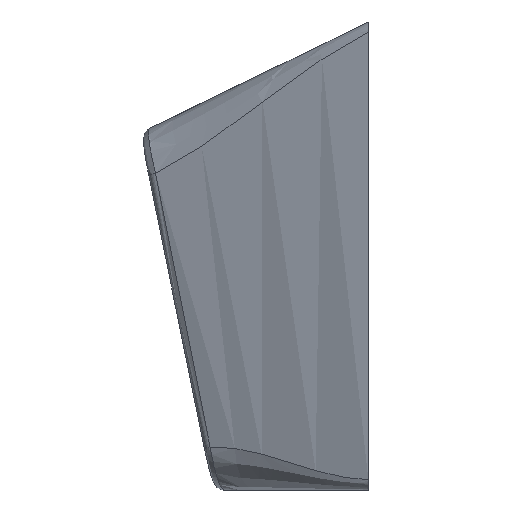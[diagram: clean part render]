
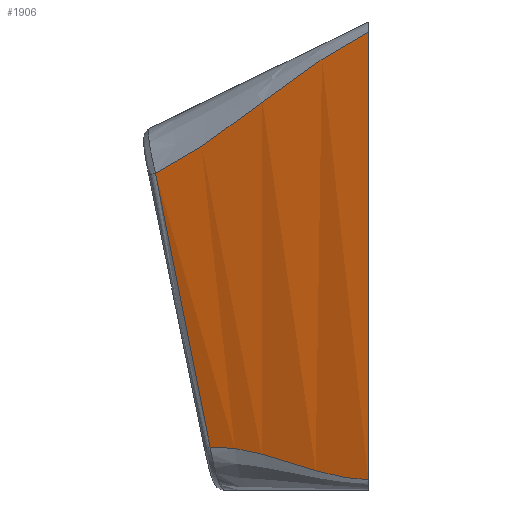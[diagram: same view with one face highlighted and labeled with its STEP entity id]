
A CAD part, left-side view. The second image highlights one B-rep face of the part: STEP entity #1906.
In plain terms, the highlighted free-form (B-spline) face has degree [3, 1] with [6, 2] control points.
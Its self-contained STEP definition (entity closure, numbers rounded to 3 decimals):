
#1683=VERTEX_POINT('',#1684);
#1684=CARTESIAN_POINT('',(0.0,0.0,-0.383));
#1696=EDGE_CURVE('',#1683,#1697,#1699,.F.);
#1697=VERTEX_POINT('',#1698);
#1698=CARTESIAN_POINT('',(0.0,0.0,-17.6));
#1699=LINE('',#1700,#1701);
#1700=CARTESIAN_POINT('',(0.0,0.0,0.0));
#1701=VECTOR('',#1702,1.0);
#1702=DIRECTION('',(0.0,0.0,1.0));
#1906=ADVANCED_FACE('',(#1907),#2014,.F.);
#1907=FACE_BOUND('',#1908,.T.);
#1908=EDGE_LOOP('',(#1909,#1951,#1966,#2013));
#1909=ORIENTED_EDGE('',*,*,#1910,.T.);
#1910=EDGE_CURVE('',#1683,#1911,#1913,.T.);
#1911=VERTEX_POINT('',#1912);
#1912=CARTESIAN_POINT('',(2.902,8.184,-5.823));
#1913=B_SPLINE_CURVE_WITH_KNOTS('',4,(#1914,#1915,#1916,#1917,#1918,#1919,#1920,#1921,#1922,#1923,#1924,#1925,#1926,#1927,#1928,#1929,#1930,#1931,#1932,#1933,#1934,#1935,#1936,#1937,#1938,#1939,#1940,#1941,#1942,#1943,#1944,#1945,#1946,#1947,#1948,#1949,#1950),.UNSPECIFIED.,.F.,.U.,(5,4,4,4,4,4,4,4,4,5),(0.0,0.125,0.25,0.375,0.5,0.625,0.75,0.875,0.938,0.97),.UNSPECIFIED.);
#1914=CARTESIAN_POINT('',(0.,0.,-0.383));
#1915=CARTESIAN_POINT('',(0.092,0.267,-0.517));
#1916=CARTESIAN_POINT('',(0.185,0.539,-0.664));
#1917=CARTESIAN_POINT('',(0.28,0.815,-0.823));
#1918=CARTESIAN_POINT('',(0.377,1.096,-0.993));
#1919=CARTESIAN_POINT('',(0.464,1.35,-1.148));
#1920=CARTESIAN_POINT('',(0.555,1.612,-1.315));
#1921=CARTESIAN_POINT('',(0.648,1.881,-1.494));
#1922=CARTESIAN_POINT('',(0.744,2.157,-1.683));
#1923=CARTESIAN_POINT('',(0.827,2.394,-1.847));
#1924=CARTESIAN_POINT('',(0.915,2.647,-2.026));
#1925=CARTESIAN_POINT('',(1.008,2.914,-2.219));
#1926=CARTESIAN_POINT('',(1.107,3.195,-2.426));
#1927=CARTESIAN_POINT('',(1.177,3.392,-2.572));
#1928=CARTESIAN_POINT('',(1.261,3.63,-2.75));
#1929=CARTESIAN_POINT('',(1.359,3.906,-2.958));
#1930=CARTESIAN_POINT('',(1.471,4.222,-3.195));
#1931=CARTESIAN_POINT('',(1.613,4.619,-3.495));
#1932=CARTESIAN_POINT('',(1.722,4.921,-3.72));
#1933=CARTESIAN_POINT('',(1.798,5.131,-3.876));
#1934=CARTESIAN_POINT('',(1.84,5.249,-3.962));
#1935=CARTESIAN_POINT('',(1.946,5.542,-4.177));
#1936=CARTESIAN_POINT('',(2.044,5.813,-4.37));
#1937=CARTESIAN_POINT('',(2.134,6.062,-4.544));
#1938=CARTESIAN_POINT('',(2.217,6.289,-4.698));
#1939=CARTESIAN_POINT('',(2.321,6.575,-4.89));
#1940=CARTESIAN_POINT('',(2.419,6.847,-5.067));
#1941=CARTESIAN_POINT('',(2.514,7.107,-5.227));
#1942=CARTESIAN_POINT('',(2.604,7.355,-5.373));
#1943=CARTESIAN_POINT('',(2.654,7.495,-5.455));
#1944=CARTESIAN_POINT('',(2.704,7.633,-5.533));
#1945=CARTESIAN_POINT('',(2.753,7.769,-5.607));
#1946=CARTESIAN_POINT('',(2.801,7.902,-5.677));
#1947=CARTESIAN_POINT('',(2.82,7.954,-5.705));
#1948=CARTESIAN_POINT('',(2.843,8.019,-5.739));
#1949=CARTESIAN_POINT('',(2.87,8.095,-5.778));
#1950=CARTESIAN_POINT('',(2.902,8.184,-5.823));
#1951=ORIENTED_EDGE('',*,*,#1952,.T.);
#1952=EDGE_CURVE('',#1911,#1953,#1955,.T.);
#1953=VERTEX_POINT('',#1954);
#1954=CARTESIAN_POINT('',(2.882,6.085,-16.347));
#1955=B_SPLINE_CURVE_WITH_KNOTS('',3,(#1956,#1957,#1958,#1959,#1960,#1961,#1962,#1963,#1964,#1965),.UNSPECIFIED.,.F.,.U.,(4,2,2,2,4),(-5.158,0.,5.366,10.732,15.891),.UNSPECIFIED.);
#1956=CARTESIAN_POINT('',(2.91,9.2,-0.766));
#1957=CARTESIAN_POINT('',(2.907,8.861,-2.451));
#1958=CARTESIAN_POINT('',(2.905,8.522,-4.137));
#1959=CARTESIAN_POINT('',(2.899,7.832,-7.576));
#1960=CARTESIAN_POINT('',(2.896,7.481,-9.33));
#1961=CARTESIAN_POINT('',(2.889,6.781,-12.838));
#1962=CARTESIAN_POINT('',(2.886,6.432,-14.592));
#1963=CARTESIAN_POINT('',(2.879,5.751,-18.034));
#1964=CARTESIAN_POINT('',(2.875,5.418,-19.72));
#1965=CARTESIAN_POINT('',(2.873,5.088,-21.408));
#1966=ORIENTED_EDGE('',*,*,#1967,.T.);
#1967=EDGE_CURVE('',#1953,#1697,#1968,.T.);
#1968=B_SPLINE_CURVE_WITH_KNOTS('',4,(#1969,#1970,#1971,#1972,#1973,#1974,#1975,#1976,#1977,#1978,#1979,#1980,#1981,#1982,#1983,#1984,#1985,#1986,#1987,#1988,#1989,#1990,#1991,#1992,#1993,#1994,#1995,#1996,#1997,#1998,#1999,#2000,#2001,#2002,#2003,#2004,#2005,#2006,#2007,#2008,#2009,#2010,#2011,#2012),.UNSPECIFIED.,.F.,.U.,(5,4,4,4,4,4,4,3,4,4,4,5),(0.03,0.063,0.125,0.25,0.375,0.438,0.5,0.509,0.625,0.75,0.875,1.0),.UNSPECIFIED.);
#1969=CARTESIAN_POINT('',(2.882,6.085,-16.347));
#1970=CARTESIAN_POINT('',(2.857,6.031,-16.346));
#1971=CARTESIAN_POINT('',(2.837,5.988,-16.345));
#1972=CARTESIAN_POINT('',(2.823,5.957,-16.344));
#1973=CARTESIAN_POINT('',(2.813,5.938,-16.344));
#1974=CARTESIAN_POINT('',(2.768,5.842,-16.344));
#1975=CARTESIAN_POINT('',(2.723,5.743,-16.346));
#1976=CARTESIAN_POINT('',(2.676,5.643,-16.35));
#1977=CARTESIAN_POINT('',(2.629,5.54,-16.358));
#1978=CARTESIAN_POINT('',(2.544,5.358,-16.371));
#1979=CARTESIAN_POINT('',(2.455,5.165,-16.393));
#1980=CARTESIAN_POINT('',(2.362,4.961,-16.425));
#1981=CARTESIAN_POINT('',(2.264,4.746,-16.467));
#1982=CARTESIAN_POINT('',(2.186,4.577,-16.501));
#1983=CARTESIAN_POINT('',(2.099,4.389,-16.543));
#1984=CARTESIAN_POINT('',(2.004,4.181,-16.595));
#1985=CARTESIAN_POINT('',(1.899,3.954,-16.659));
#1986=CARTESIAN_POINT('',(1.862,3.873,-16.681));
#1987=CARTESIAN_POINT('',(1.819,3.78,-16.708));
#1988=CARTESIAN_POINT('',(1.77,3.675,-16.739));
#1989=CARTESIAN_POINT('',(1.716,3.558,-16.774));
#1990=CARTESIAN_POINT('',(1.67,3.459,-16.804));
#1991=CARTESIAN_POINT('',(1.624,3.36,-16.835));
#1992=CARTESIAN_POINT('',(1.578,3.261,-16.866));
#1993=CARTESIAN_POINT('',(1.531,3.163,-16.897));
#1994=CARTESIAN_POINT('',(1.523,3.146,-16.903));
#1995=CARTESIAN_POINT('',(1.516,3.129,-16.908));
#1996=CARTESIAN_POINT('',(1.508,3.112,-16.913));
#1997=CARTESIAN_POINT('',(1.404,2.89,-16.984));
#1998=CARTESIAN_POINT('',(1.315,2.701,-17.045));
#1999=CARTESIAN_POINT('',(1.233,2.529,-17.1));
#2000=CARTESIAN_POINT('',(1.158,2.371,-17.149));
#2001=CARTESIAN_POINT('',(1.055,2.157,-17.215));
#2002=CARTESIAN_POINT('',(0.958,1.954,-17.275));
#2003=CARTESIAN_POINT('',(0.865,1.762,-17.329));
#2004=CARTESIAN_POINT('',(0.777,1.581,-17.375));
#2005=CARTESIAN_POINT('',(0.676,1.372,-17.428));
#2006=CARTESIAN_POINT('',(0.578,1.172,-17.473));
#2007=CARTESIAN_POINT('',(0.483,0.978,-17.51));
#2008=CARTESIAN_POINT('',(0.39,0.79,-17.539));
#2009=CARTESIAN_POINT('',(0.291,0.589,-17.569));
#2010=CARTESIAN_POINT('',(0.193,0.391,-17.59));
#2011=CARTESIAN_POINT('',(0.096,0.194,-17.6));
#2012=CARTESIAN_POINT('',(0.,0.,-17.6));
#2013=ORIENTED_EDGE('',*,*,#1696,.F.);
#2014=B_SPLINE_SURFACE_WITH_KNOTS('',3,1,((#2015,#2016),(#2017,#2018),(#2019,#2020),(#2021,#2022),(#2023,#2024),(#2025,#2026)),.UNSPECIFIED.,.F.,.F.,.U.,(4,2,4),(2,2),(0.0,0.5,1.0),(0.0,1.0),.UNSPECIFIED.);
#2015=CARTESIAN_POINT('',(0.0,0.0,-18.0));
#2016=CARTESIAN_POINT('',(0.0,0.0,0.0));
#2017=CARTESIAN_POINT('',(0.5,1.0,-18.0));
#2018=CARTESIAN_POINT('',(0.5,1.467,-0.714));
#2019=CARTESIAN_POINT('',(1.0,2.0,-18.0));
#2020=CARTESIAN_POINT('',(1.0,2.933,-1.428));
#2021=CARTESIAN_POINT('',(2.0,4.0,-18.0));
#2022=CARTESIAN_POINT('',(2.0,5.867,-2.855));
#2023=CARTESIAN_POINT('',(2.5,5.0,-18.0));
#2024=CARTESIAN_POINT('',(2.5,7.333,-3.569));
#2025=CARTESIAN_POINT('',(3.0,6.0,-18.0));
#2026=CARTESIAN_POINT('',(3.0,8.8,-4.283));
